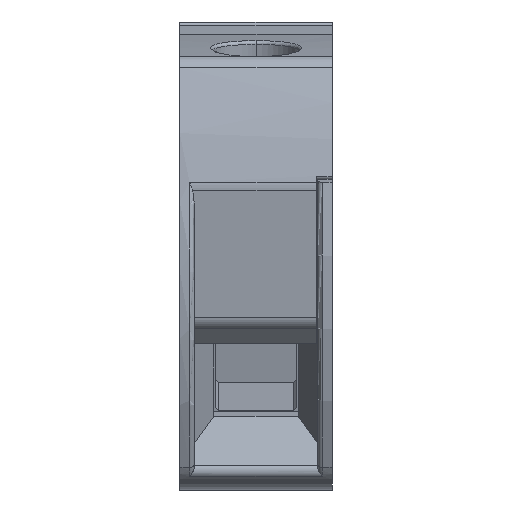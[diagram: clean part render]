
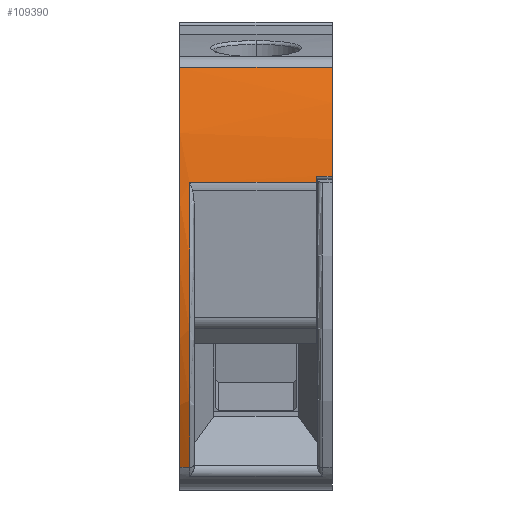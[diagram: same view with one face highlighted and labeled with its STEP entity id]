
A CAD part, front view. The second image highlights one B-rep face of the part: STEP entity #109390.
In plain terms, the highlighted cylindrical face has radius 30 mm (diameter 60 mm), a partial arc.
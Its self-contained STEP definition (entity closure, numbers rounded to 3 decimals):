
#34390=CARTESIAN_POINT('',(-172.483,56.552,
-9.652));
#34400=VERTEX_POINT('',#34390);
#34450=CARTESIAN_POINT('',(-172.483,56.552,
0.448));
#34460=DIRECTION('',(0.,0.,1.));
#34470=VECTOR('',#34460,1.);
#34480=LINE('',#34450,#34470);
#34490=CARTESIAN_POINT('',(-172.483,56.552,
0.448));
#34500=VERTEX_POINT('',#34490);
#34510=EDGE_CURVE('',#34400,#34500,#34480,.T.);
#40990=CARTESIAN_POINT('',(-174.223,30.065,
-0.202));
#41000=VERTEX_POINT('',#40990);
#41050=CARTESIAN_POINT('',(-200.2,45.073,
-0.202));
#41060=DIRECTION('',(0.,0.,1.));
#41070=DIRECTION('',(1.,0.,0.));
#41080=AXIS2_PLACEMENT_3D('',#41050,#41060,#41070);
#41090=CIRCLE('',#41080,30.);
#41100=CARTESIAN_POINT('',(-170.451,48.949,
-0.202));
#41110=VERTEX_POINT('',#41100);
#41120=EDGE_CURVE('',#41000,#41110,#41090,.T.);
#41820=CARTESIAN_POINT('',(-170.508,49.362,
-9.652));
#41830=VERTEX_POINT('',#41820);
#41860=CARTESIAN_POINT('',(-200.2,45.073,
-9.652));
#41870=DIRECTION('',(0.,0.,1.));
#41880=DIRECTION('',(1.,0.,0.));
#41890=AXIS2_PLACEMENT_3D('',#41860,#41870,#41880);
#41900=CIRCLE('',#41890,30.);
#41910=EDGE_CURVE('',#41830,#34400,#41900,.T.);
#49190=CARTESIAN_POINT('',(-170.508,49.362,
-8.602));
#49200=VERTEX_POINT('',#49190);
#49230=CARTESIAN_POINT('',(-170.508,49.362,
0.448));
#49240=DIRECTION('',(0.,0.,1.));
#49250=VECTOR('',#49240,1.);
#49260=LINE('',#49230,#49250);
#49270=EDGE_CURVE('',#41830,#49200,#49260,.T.);
#50680=CARTESIAN_POINT('',(-174.223,30.065,
0.448));
#50690=VERTEX_POINT('',#50680);
#50720=CARTESIAN_POINT('',(-174.223,30.065,
0.448));
#50730=DIRECTION('',(0.,0.,1.));
#50740=VECTOR('',#50730,1.);
#50750=LINE('',#50720,#50740);
#50760=EDGE_CURVE('',#41000,#50690,#50750,.T.);
#106430=CARTESIAN_POINT('',(-170.451,48.949,
0.448));
#106440=DIRECTION('',(0.,0.,1.));
#106450=VECTOR('',#106440,1.);
#106460=LINE('',#106430,#106450);
#106470=CARTESIAN_POINT('',(-170.451,48.949,
-8.602));
#106480=VERTEX_POINT('',#106470);
#106490=EDGE_CURVE('',#106480,#41110,#106460,.T.);
#109120=CARTESIAN_POINT('',(-200.2,45.073,
0.448));
#109130=DIRECTION('',(0.,0.,1.));
#109140=DIRECTION('',(1.,0.,0.));
#109150=AXIS2_PLACEMENT_3D('',#109120,#109130,#109140);
#109160=CYLINDRICAL_SURFACE('',#109150,30.);
#109170=ORIENTED_EDGE('',*,*,#50760,.F.);
#109180=CARTESIAN_POINT('',(-200.2,45.073,
0.448));
#109190=DIRECTION('',(0.,0.,1.));
#109200=DIRECTION('',(1.,0.,0.));
#109210=AXIS2_PLACEMENT_3D('',#109180,#109190,#109200);
#109220=CIRCLE('',#109210,30.);
#109230=EDGE_CURVE('',#50690,#34500,#109220,.T.);
#109240=ORIENTED_EDGE('',*,*,#109230,.F.);
#109250=ORIENTED_EDGE('',*,*,#34510,.T.);
#109260=ORIENTED_EDGE('',*,*,#41910,.T.);
#109270=ORIENTED_EDGE('',*,*,#49270,.F.);
#109280=CARTESIAN_POINT('',(-200.2,45.073,
-8.602));
#109290=DIRECTION('',(0.,0.,1.));
#109300=DIRECTION('',(1.,0.,0.));
#109310=AXIS2_PLACEMENT_3D('',#109280,#109290,#109300);
#109320=CIRCLE('',#109310,30.);
#109330=EDGE_CURVE('',#106480,#49200,#109320,.T.);
#109340=ORIENTED_EDGE('',*,*,#109330,.T.);
#109350=ORIENTED_EDGE('',*,*,#106490,.F.);
#109360=ORIENTED_EDGE('',*,*,#41120,.T.);
#109370=EDGE_LOOP('',(#109360,#109350,#109340,#109270,#109260,#109250,
#109240,#109170));
#109380=FACE_OUTER_BOUND('',#109370,.T.);
#109390=ADVANCED_FACE('',(#109380),#109160,.T.);
